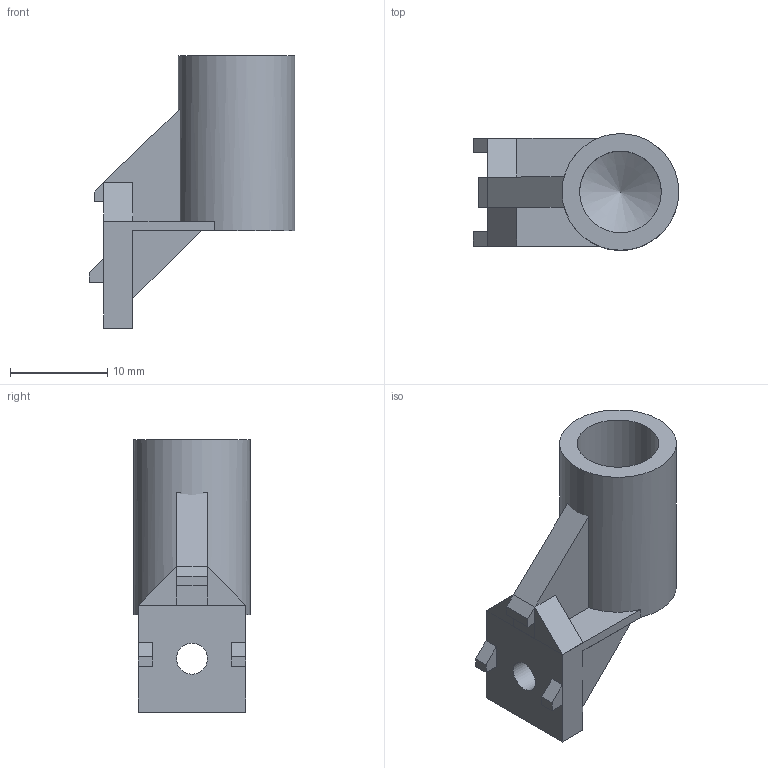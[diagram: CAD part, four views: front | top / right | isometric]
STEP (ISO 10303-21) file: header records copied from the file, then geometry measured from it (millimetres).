
FILE_DESCRIPTION(/* description */ (''),/* implementation_level */ '2;1');
FILE_NAME(/* name */ 'Y Rod Holder - STEP-FINAL.step',/* time_stamp */ '2016-03-27T17:43:42-04:00',/* author */ (''),/* organization */ (''),/* preprocessor_version */ 'ST-DEVELOPER v16.2',/* originating_system */ 'Autodesk Translation Framework v4.3.0.3010',/* authorisation */ '');
FILE_SCHEMA (('AUTOMOTIVE_DESIGN { 1 0 10303 214 3 1 1 }'));
Length unit declared in the file: centimetre
Products named in the file (2): Adam - Y Rod Holder v9; Component1
Assembly tree (1 placements, depth 2):
  Adam - Y Rod Holder v9
    Component1
Bounding box: 21.14 x 12 x 28 mm (x, y, z)
Volume: 1923 mm3; surface area: 2400.8 mm2
Topology: 8 solids, 8 shells, 52 faces, 107 edges, 71 vertices
Faces by surface type: plane 48, cylinder 3, cone 1
Full cylindrical faces by diameter (mm): 3.2 x1, 8.4 x1, 12 x1
Entity records: 1345 total; most frequent: CARTESIAN_POINT 225, DIRECTION 218, ORIENTED_EDGE 202, EDGE_CURVE 101, LINE 94, VECTOR 94, VERTEX_POINT 69, AXIS2_PLACEMENT_3D 62
